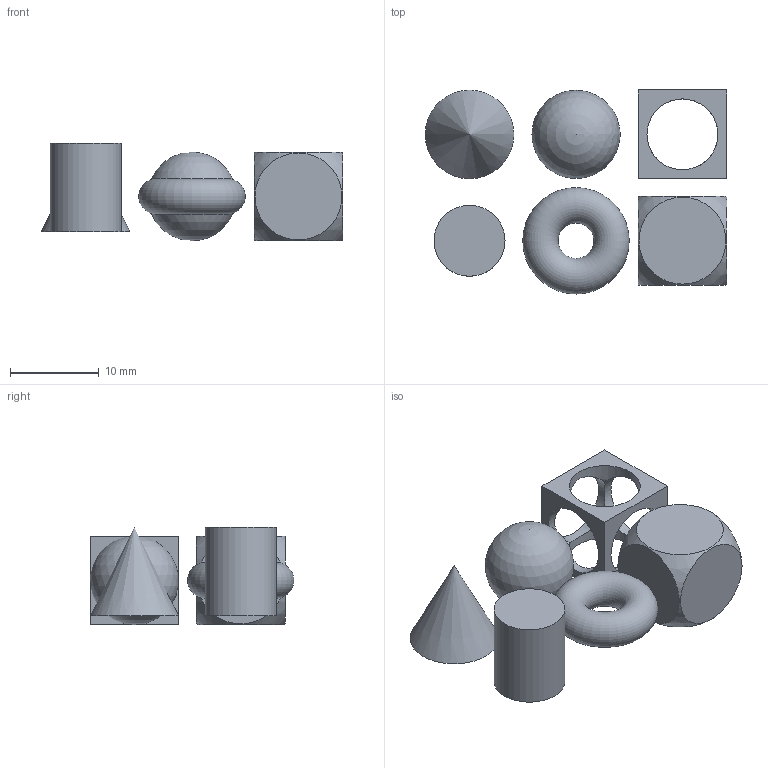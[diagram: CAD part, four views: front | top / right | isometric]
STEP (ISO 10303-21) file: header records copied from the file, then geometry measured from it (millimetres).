
FILE_DESCRIPTION(('FreeCAD Model'),'2;1');
FILE_NAME('cad.step','2020-09-20T15:30:24',('Author'),('') ,'Open CASCADE STEP processor 7.3','FreeCAD','Unknown');
FILE_SCHEMA(('CONFIG_CONTROL_DESIGN','SHAPE_APPEARANCE_LAYER_MIM'));
Length unit declared in the file: millimetre
Products named in the file (6): Common; Sphere; Cut002; Cone; Torus; Cylinder
Bounding box: 34 x 23 x 11 mm (x, y, z)
Volume: 2779.2 mm3; surface area: 2285.7 mm2
Topology: 6 solids, 6 shells, 26 faces, 65 edges, 45 vertices
Faces by surface type: plane 15, cylinder 7, sphere 2, cone 1, torus 1
Full cylindrical faces by diameter (mm): 8 x7
Entity records: 1101 total; most frequent: DIRECTION 152, CARTESIAN_POINT 130, ORIENTED_EDGE 118, AXIS2_PLACEMENT_3D 66, EDGE_CURVE 59, VERTEX_POINT 44, FACE_BOUND 35, EDGE_LOOP 33
